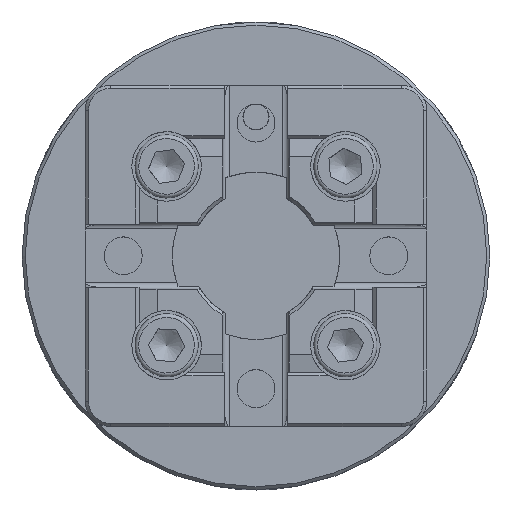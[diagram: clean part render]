
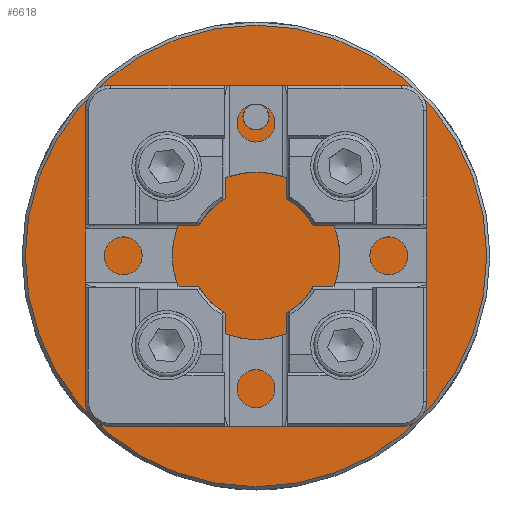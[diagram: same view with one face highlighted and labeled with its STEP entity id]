
A CAD part, top view. The second image highlights one B-rep face of the part: STEP entity #6618.
In plain terms, the highlighted planar face has unit normal (0, 0, 1).
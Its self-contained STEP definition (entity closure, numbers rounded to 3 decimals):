
#190=FACE_BOUND('',#1179,.T.);
#191=FACE_BOUND('',#1180,.T.);
#192=FACE_BOUND('',#1181,.T.);
#193=FACE_BOUND('',#1182,.T.);
#194=FACE_BOUND('',#1183,.T.);
#195=FACE_BOUND('',#1184,.T.);
#196=FACE_BOUND('',#1185,.T.);
#197=FACE_BOUND('',#1186,.T.);
#1179=EDGE_LOOP('',(#5875));
#1180=EDGE_LOOP('',(#5876));
#1181=EDGE_LOOP('',(#5877));
#1182=EDGE_LOOP('',(#5878));
#1183=EDGE_LOOP('',(#5879));
#1184=EDGE_LOOP('',(#5880));
#1185=EDGE_LOOP('',(#5881));
#1186=EDGE_LOOP('',(#5882));
#1494=CIRCLE('',#7175,36.5);
#1495=CIRCLE('',#7177,2.067);
#1496=CIRCLE('',#7178,2.067);
#1497=CIRCLE('',#7179,2.067);
#1498=CIRCLE('',#7180,2.459);
#1499=CIRCLE('',#7181,2.459);
#1500=CIRCLE('',#7182,2.459);
#1501=CIRCLE('',#7183,2.459);
#3285=VERTEX_POINT('',#11439);
#3286=VERTEX_POINT('',#11442);
#3287=VERTEX_POINT('',#11444);
#3288=VERTEX_POINT('',#11446);
#3289=VERTEX_POINT('',#11448);
#3290=VERTEX_POINT('',#11450);
#3291=VERTEX_POINT('',#11452);
#3292=VERTEX_POINT('',#11454);
#4174=EDGE_CURVE('',#3285,#3285,#1494,.T.);
#4175=EDGE_CURVE('',#3286,#3286,#1495,.T.);
#4176=EDGE_CURVE('',#3287,#3287,#1496,.T.);
#4177=EDGE_CURVE('',#3288,#3288,#1497,.T.);
#4178=EDGE_CURVE('',#3289,#3289,#1498,.T.);
#4179=EDGE_CURVE('',#3290,#3290,#1499,.T.);
#4180=EDGE_CURVE('',#3291,#3291,#1500,.T.);
#4181=EDGE_CURVE('',#3292,#3292,#1501,.T.);
#5875=ORIENTED_EDGE('',*,*,#4175,.T.);
#5876=ORIENTED_EDGE('',*,*,#4176,.T.);
#5877=ORIENTED_EDGE('',*,*,#4177,.T.);
#5878=ORIENTED_EDGE('',*,*,#4178,.T.);
#5879=ORIENTED_EDGE('',*,*,#4179,.T.);
#5880=ORIENTED_EDGE('',*,*,#4180,.T.);
#5881=ORIENTED_EDGE('',*,*,#4181,.T.);
#5882=ORIENTED_EDGE('',*,*,#4174,.F.);
#6288=PLANE('',#7176);
#6618=ADVANCED_FACE('',(#190,#191,#192,#193,#194,#195,#196,#197),#6288,
 .T.);
#7175=AXIS2_PLACEMENT_3D('',#11440,#8842,#8843);
#7176=AXIS2_PLACEMENT_3D('',#11441,#8844,#8845);
#7177=AXIS2_PLACEMENT_3D('',#11443,#8846,#8847);
#7178=AXIS2_PLACEMENT_3D('',#11445,#8848,#8849);
#7179=AXIS2_PLACEMENT_3D('',#11447,#8850,#8851);
#7180=AXIS2_PLACEMENT_3D('',#11449,#8852,#8853);
#7181=AXIS2_PLACEMENT_3D('',#11451,#8854,#8855);
#7182=AXIS2_PLACEMENT_3D('',#11453,#8856,#8857);
#7183=AXIS2_PLACEMENT_3D('',#11455,#8858,#8859);
#8842=DIRECTION('center_axis',(0.,0.,-1.));
#8843=DIRECTION('ref_axis',(-1.,0.,0.));
#8844=DIRECTION('center_axis',(0.,0.,1.));
#8845=DIRECTION('ref_axis',(1.,0.,0.));
#8846=DIRECTION('center_axis',(0.,0.,-1.));
#8847=DIRECTION('ref_axis',(1.,0.,0.));
#8848=DIRECTION('center_axis',(0.,0.,-1.));
#8849=DIRECTION('ref_axis',(-0.5,0.866,0.));
#8850=DIRECTION('center_axis',(0.,0.,-1.));
#8851=DIRECTION('ref_axis',(-0.5,-0.866,0.));
#8852=DIRECTION('center_axis',(0.,0.,-1.));
#8853=DIRECTION('ref_axis',(1.,0.,0.));
#8854=DIRECTION('center_axis',(0.,0.,-1.));
#8855=DIRECTION('ref_axis',(0.,1.,0.));
#8856=DIRECTION('center_axis',(0.,0.,-1.));
#8857=DIRECTION('ref_axis',(-1.,0.,0.));
#8858=DIRECTION('center_axis',(0.,0.,-1.));
#8859=DIRECTION('ref_axis',(0.,-1.,0.));
#11439=CARTESIAN_POINT('',(31.434,0.724,12.));
#11440=CARTESIAN_POINT('Origin',(-5.066,0.724,12.));
#11441=CARTESIAN_POINT('Origin',(-5.066,0.724,12.));
#11442=CARTESIAN_POINT('',(-2.999,22.724,12.));
#11443=CARTESIAN_POINT('Origin',(-5.066,22.724,12.));
#11444=CARTESIAN_POINT('',(-25.152,-8.486,12.));
#11445=CARTESIAN_POINT('Origin',(-24.119,-10.276,12.));
#11446=CARTESIAN_POINT('',(12.953,-12.066,12.));
#11447=CARTESIAN_POINT('Origin',(13.986,-10.276,12.));
#11448=CARTESIAN_POINT('',(-16.75,14.866,12.));
#11449=CARTESIAN_POINT('Origin',(-19.208,14.866,12.));
#11450=CARTESIAN_POINT('',(-19.208,-10.96,12.));
#11451=CARTESIAN_POINT('Origin',(-19.208,-13.418,12.));
#11452=CARTESIAN_POINT('',(6.618,-13.418,12.));
#11453=CARTESIAN_POINT('Origin',(9.076,-13.418,12.));
#11454=CARTESIAN_POINT('',(9.076,12.407,12.));
#11455=CARTESIAN_POINT('Origin',(9.076,14.866,12.));
